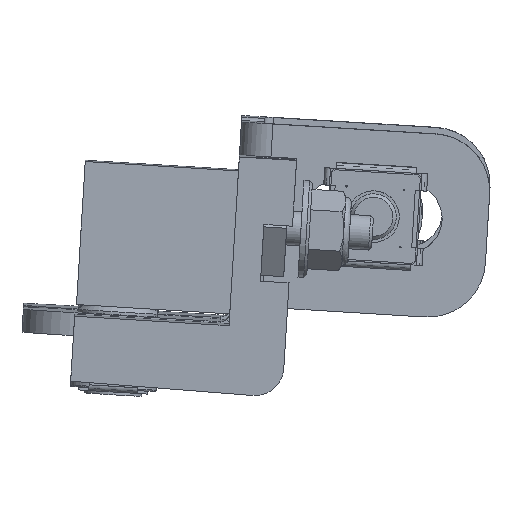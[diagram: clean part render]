
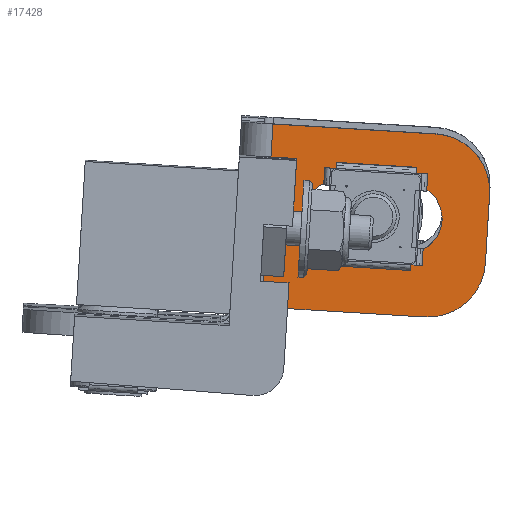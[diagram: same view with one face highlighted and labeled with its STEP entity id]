
A CAD part, left-side view. The second image highlights one B-rep face of the part: STEP entity #17428.
In plain terms, the highlighted planar face has unit normal (-1, 0.001, -0.009).
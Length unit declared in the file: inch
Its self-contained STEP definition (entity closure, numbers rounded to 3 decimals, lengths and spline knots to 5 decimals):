
#750 = EDGE_CURVE ( 'NONE', #6659, #23614, #23471, .T. ) ;
#939 = DIRECTION ( 'NONE',  ( -0.009, -0.061, 0.998 ) ) ;
#1154 = ORIENTED_EDGE ( 'NONE', *, *, #10435, .F. ) ;
#1647 = CARTESIAN_POINT ( 'NONE',  ( -0.55242, -0.85749, -0.00457 ) ) ;
#2190 = ORIENTED_EDGE ( 'NONE', *, *, #16695, .T. ) ;
#2214 = VECTOR ( 'NONE', #12814, 39.37008 ) ;
#2257 = AXIS2_PLACEMENT_3D ( 'NONE', #14757, #6971, #21799 ) ;
#2502 = ORIENTED_EDGE ( 'NONE', *, *, #15231, .T. ) ;
#2829 = CARTESIAN_POINT ( 'NONE',  ( -0.55758, 0.06923, 0.64374 ) ) ;
#3028 = CARTESIAN_POINT ( 'NONE',  ( -0.55448, -0.40035, 0.26004 ) ) ;
#3232 = VERTEX_POINT ( 'NONE', #11341 ) ;
#3337 = DIRECTION ( 'NONE',  ( -1., 0.001, -0.009 ) ) ;
#3376 = AXIS2_PLACEMENT_3D ( 'NONE', #1647, #12826, #22763 ) ;
#3999 = CARTESIAN_POINT ( 'NONE',  ( -0.55002, -1.39082, -0.31328 ) ) ;
#4178 = LINE ( 'NONE', #7843, #17358 ) ;
#4296 = CARTESIAN_POINT ( 'NONE',  ( -0.55414, -1.41966, 0.15826 ) ) ;
#4311 = LINE ( 'NONE', #7846, #18087 ) ;
#4571 = AXIS2_PLACEMENT_3D ( 'NONE', #12264, #14079, #21735 ) ;
#4779 = EDGE_CURVE ( 'NONE', #11118, #20621, #12996, .T. ) ;
#6184 = VERTEX_POINT ( 'NONE', #4296 ) ;
#6625 = CARTESIAN_POINT ( 'NONE',  ( -0.55758, -1.44369, 0.55121 ) ) ;
#6629 = CIRCLE ( 'NONE', #14009, 0.3937 ) ;
#6659 = VERTEX_POINT ( 'NONE', #14203 ) ;
#6810 = CARTESIAN_POINT ( 'NONE',  ( -0.55448, -0.87191, 0.2312 ) ) ;
#6820 = DIRECTION ( 'NONE',  ( 1., -0.001, 0.009 ) ) ;
#6971 = DIRECTION ( 'NONE',  ( -1., 0.001, -0.009 ) ) ;
#7433 = CARTESIAN_POINT ( 'NONE',  ( -0.54658, 0.23317, -0.60838 ) ) ;
#7843 = CARTESIAN_POINT ( 'NONE',  ( -0.55448, 0.17789, 0.29541 ) ) ;
#7846 = CARTESIAN_POINT ( 'NONE',  ( -0.55758, 0.28536, 0.65696 ) ) ;
#8059 = ORIENTED_EDGE ( 'NONE', *, *, #4779, .T. ) ;
#8908 = VECTOR ( 'NONE', #11339, 39.37008 ) ;
#8940 = DIRECTION ( 'NONE',  ( 0., -0.998, -0.061 ) ) ;
#9348 = EDGE_CURVE ( 'NONE', #16658, #16729, #20457, .T. ) ;
#9417 = EDGE_CURVE ( 'NONE', #23032, #16658, #4178, .T. ) ;
#9420 = FACE_OUTER_BOUND ( 'NONE', #18763, .T. ) ;
#9506 = LINE ( 'NONE', #7433, #8908 ) ;
#9633 = VECTOR ( 'NONE', #14532, 39.37008 ) ;
#10374 = DIRECTION ( 'NONE',  ( 0., 0.998, 0.061 ) ) ;
#10435 = EDGE_CURVE ( 'NONE', #23614, #3232, #4311, .T. ) ;
#10746 = CARTESIAN_POINT ( 'NONE',  ( -0.54658, 0.14614, -0.6137 ) ) ;
#11118 = VERTEX_POINT ( 'NONE', #12592 ) ;
#11137 = CARTESIAN_POINT ( 'NONE',  ( -0.55036, -0.37151, -0.2115 ) ) ;
#11300 = VERTEX_POINT ( 'NONE', #11137 ) ;
#11339 = DIRECTION ( 'NONE',  ( 0., -0.998, -0.061 ) ) ;
#11341 = CARTESIAN_POINT ( 'NONE',  ( -0.55758, -1.05073, 0.57524 ) ) ;
#12264 = CARTESIAN_POINT ( 'NONE',  ( -0.55242, -0.38593, 0.02427 ) ) ;
#12493 = CARTESIAN_POINT ( 'NONE',  ( -0.55036, 0.20673, -0.17613 ) ) ;
#12502 = ORIENTED_EDGE ( 'NONE', *, *, #13435, .T. ) ;
#12592 = CARTESIAN_POINT ( 'NONE',  ( -0.54658, -0.97382, -0.6822 ) ) ;
#12629 = VECTOR ( 'NONE', #939, 39.37008 ) ;
#12814 = DIRECTION ( 'NONE',  ( -0.009, -0.061, 0.998 ) ) ;
#12826 = DIRECTION ( 'NONE',  ( 1., -0.001, 0.009 ) ) ;
#12996 = CIRCLE ( 'NONE', #20353, 0.3937 ) ;
#13156 = CARTESIAN_POINT ( 'NONE',  ( -0.55036, -0.84307, -0.24034 ) ) ;
#13435 = EDGE_CURVE ( 'NONE', #16729, #11300, #14420, .T. ) ;
#13553 = ORIENTED_EDGE ( 'NONE', *, *, #17240, .T. ) ;
#14009 = AXIS2_PLACEMENT_3D ( 'NONE', #23454, #6820, #10374 ) ;
#14079 = DIRECTION ( 'NONE',  ( 1., -0.001, 0.009 ) ) ;
#14203 = CARTESIAN_POINT ( 'NONE',  ( -0.54658, 0.14614, -0.6137 ) ) ;
#14420 = LINE ( 'NONE', #12493, #9633 ) ;
#14532 = DIRECTION ( 'NONE',  ( 0., 0.998, 0.061 ) ) ;
#14757 = CARTESIAN_POINT ( 'NONE',  ( -0.55758, 0.15626, 0.64907 ) ) ;
#15231 = EDGE_CURVE ( 'NONE', #11300, #23032, #19318, .T. ) ;
#16264 = ORIENTED_EDGE ( 'NONE', *, *, #750, .F. ) ;
#16576 = FACE_BOUND ( 'NONE', #21378, .T. ) ;
#16658 = VERTEX_POINT ( 'NONE', #6810 ) ;
#16695 = EDGE_CURVE ( 'NONE', #6659, #11118, #9506, .T. ) ;
#16729 = VERTEX_POINT ( 'NONE', #13156 ) ;
#16818 = PLANE ( 'NONE',  #2257 ) ;
#17240 = EDGE_CURVE ( 'NONE', #20621, #6184, #23366, .T. ) ;
#17303 = DIRECTION ( 'NONE',  ( 0., -0.998, -0.061 ) ) ;
#17358 = VECTOR ( 'NONE', #17869, 39.37008 ) ;
#17428 = ADVANCED_FACE ( 'NONE', ( #9420, #16576 ), #16818, .T. ) ;
#17869 = DIRECTION ( 'NONE',  ( 0., -0.998, -0.061 ) ) ;
#18087 = VECTOR ( 'NONE', #17303, 39.37008 ) ;
#18763 = EDGE_LOOP ( 'NONE', ( #2190, #8059, #13553, #21721, #1154, #16264 ) ) ;
#19318 = CIRCLE ( 'NONE', #4571, 0.23622 ) ;
#19970 = CARTESIAN_POINT ( 'NONE',  ( -0.55002, -0.99785, -0.28925 ) ) ;
#20035 = EDGE_CURVE ( 'NONE', #3232, #6184, #6629, .T. ) ;
#20353 = AXIS2_PLACEMENT_3D ( 'NONE', #19970, #3337, #8940 ) ;
#20457 = CIRCLE ( 'NONE', #3376, 0.23622 ) ;
#20621 = VERTEX_POINT ( 'NONE', #3999 ) ;
#20890 = ORIENTED_EDGE ( 'NONE', *, *, #9417, .T. ) ;
#21378 = EDGE_LOOP ( 'NONE', ( #2502, #20890, #23760, #12502 ) ) ;
#21721 = ORIENTED_EDGE ( 'NONE', *, *, #20035, .F. ) ;
#21735 = DIRECTION ( 'NONE',  ( 0., 0.998, 0.061 ) ) ;
#21799 = DIRECTION ( 'NONE',  ( 0., 0.998, 0.061 ) ) ;
#22763 = DIRECTION ( 'NONE',  ( 0., 0.998, 0.061 ) ) ;
#23032 = VERTEX_POINT ( 'NONE', #3028 ) ;
#23366 = LINE ( 'NONE', #6625, #12629 ) ;
#23454 = CARTESIAN_POINT ( 'NONE',  ( -0.55414, -1.02669, 0.18229 ) ) ;
#23471 = LINE ( 'NONE', #10746, #2214 ) ;
#23614 = VERTEX_POINT ( 'NONE', #2829 ) ;
#23760 = ORIENTED_EDGE ( 'NONE', *, *, #9348, .T. ) ;
